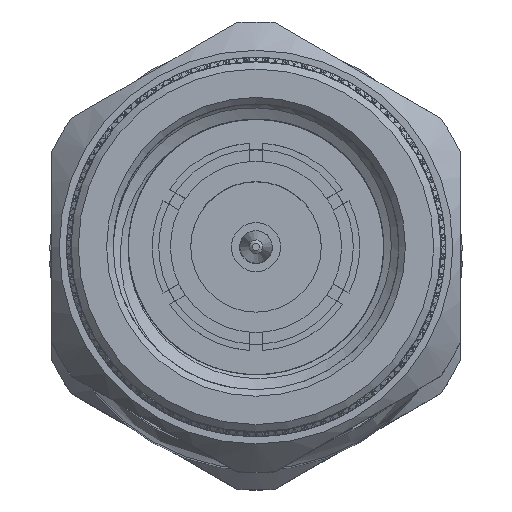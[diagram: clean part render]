
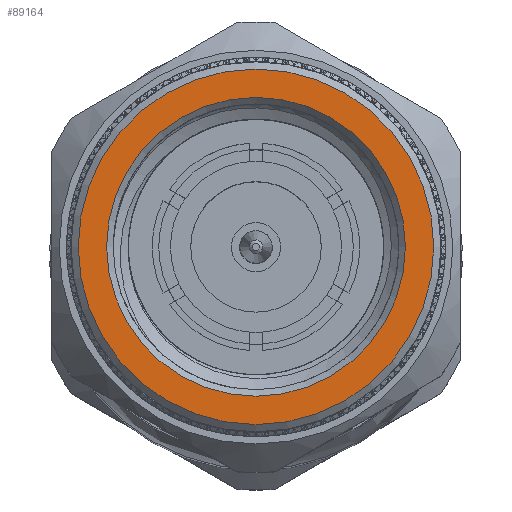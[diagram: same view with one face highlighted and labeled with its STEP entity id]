
A CAD part, top view. The second image highlights one B-rep face of the part: STEP entity #89164.
In plain terms, the highlighted face is planar.
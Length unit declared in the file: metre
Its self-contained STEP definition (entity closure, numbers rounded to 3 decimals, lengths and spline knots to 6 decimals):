
#3158 = EDGE_LOOP ( 'NONE', ( #69536 ) ) ;
#3488 = EDGE_CURVE ( 'NONE', #113108, #113108, #19316, .T. ) ;
#4733 = DIRECTION ( 'NONE',  ( 0., 0., -1. ) ) ;
#5722 = DIRECTION ( 'NONE',  ( 0., 0., 1. ) ) ;
#6792 = FACE_BOUND ( 'NONE', #3158, .T. ) ;
#9096 = ORIENTED_EDGE ( 'NONE', *, *, #3488, .F. ) ;
#19316 = CIRCLE ( 'NONE', #115792, 0.272186 ) ;
#34369 = DIRECTION ( 'NONE',  ( 1., 0., 0. ) ) ;
#35821 = PLANE ( 'NONE',  #101870 ) ;
#37895 = EDGE_LOOP ( 'NONE', ( #9096 ) ) ;
#44041 = DIRECTION ( 'NONE',  ( -1., 0., 0. ) ) ;
#47075 = CARTESIAN_POINT ( 'NONE',  ( 0., 0., -0.272186 ) ) ;
#54707 = DIRECTION ( 'NONE',  ( 0., 0., 1. ) ) ;
#62449 = DIRECTION ( 'NONE',  ( 1., 0., 0. ) ) ;
#68395 = CARTESIAN_POINT ( 'NONE',  ( 0., 0., 0.22875 ) ) ;
#69536 = ORIENTED_EDGE ( 'NONE', *, *, #122053, .T. ) ;
#69985 = AXIS2_PLACEMENT_3D ( 'NONE', #100748, #62449, #5722 ) ;
#89164 = ADVANCED_FACE ( 'NONE', ( #122647, #6792 ), #35821, .T. ) ;
#100748 = CARTESIAN_POINT ( 'NONE',  ( 0., 0., 0. ) ) ;
#101870 = AXIS2_PLACEMENT_3D ( 'NONE', #113190, #44041, #54707 ) ;
#106725 = VERTEX_POINT ( 'NONE', #68395 ) ;
#113108 = VERTEX_POINT ( 'NONE', #47075 ) ;
#113190 = CARTESIAN_POINT ( 'NONE',  ( 0., 0., 0. ) ) ;
#115792 = AXIS2_PLACEMENT_3D ( 'NONE', #120547, #34369, #4733 ) ;
#120547 = CARTESIAN_POINT ( 'NONE',  ( 0., 0., 0. ) ) ;
#122053 = EDGE_CURVE ( 'NONE', #106725, #106725, #124270, .T. ) ;
#122647 = FACE_OUTER_BOUND ( 'NONE', #37895, .T. ) ;
#124270 = CIRCLE ( 'NONE', #69985, 0.22875 ) ;
